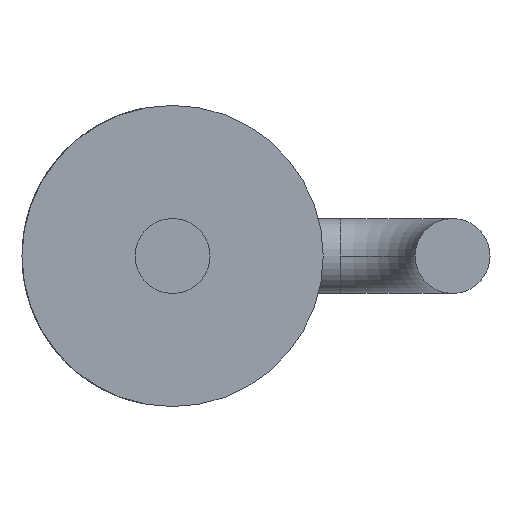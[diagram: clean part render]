
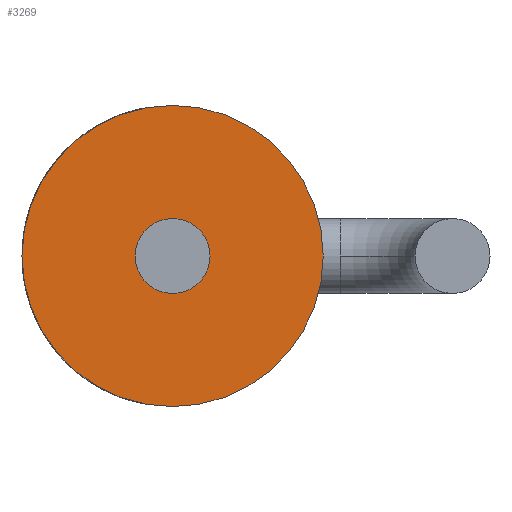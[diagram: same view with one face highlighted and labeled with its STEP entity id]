
A CAD part, front view. The second image highlights one B-rep face of the part: STEP entity #3269.
In plain terms, the highlighted planar face has unit normal (0, -1, 0).
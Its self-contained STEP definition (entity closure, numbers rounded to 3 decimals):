
#117 = ORIENTED_EDGE ( 'NONE', *, *, #1891, .F. ) ;
#125 = CIRCLE ( 'NONE', #411, 0.51 ) ;
#235 = CARTESIAN_POINT ( 'NONE',  ( -0.51, 1., 0. ) ) ;
#320 = DIRECTION ( 'NONE',  ( 0., 1., 0. ) ) ;
#411 = AXIS2_PLACEMENT_3D ( 'NONE', #2932, #792, #3961 ) ;
#522 = ORIENTED_EDGE ( 'NONE', *, *, #1751, .F. ) ;
#544 = VERTEX_POINT ( 'NONE', #1636 ) ;
#568 = CARTESIAN_POINT ( 'NONE',  ( 0., 1., 0. ) ) ;
#609 = DIRECTION ( 'NONE',  ( 0., 0., 1. ) ) ;
#675 = CARTESIAN_POINT ( 'NONE',  ( 0., 1., 0. ) ) ;
#792 = DIRECTION ( 'NONE',  ( 0., -1., 0. ) ) ;
#868 = CARTESIAN_POINT ( 'NONE',  ( 0., 1., 2.05 ) ) ;
#956 = CARTESIAN_POINT ( 'NONE',  ( 0., 1., 0. ) ) ;
#1018 = CIRCLE ( 'NONE', #1610, 2.05 ) ;
#1304 = VERTEX_POINT ( 'NONE', #868 ) ;
#1337 = ORIENTED_EDGE ( 'NONE', *, *, #1805, .F. ) ;
#1395 = AXIS2_PLACEMENT_3D ( 'NONE', #956, #4103, #3015 ) ;
#1610 = AXIS2_PLACEMENT_3D ( 'NONE', #2314, #320, #609 ) ;
#1636 = CARTESIAN_POINT ( 'NONE',  ( 0., 1., -2.05 ) ) ;
#1751 = EDGE_CURVE ( 'NONE', #3353, #3390, #1825, .T. ) ;
#1805 = EDGE_CURVE ( 'NONE', #1304, #544, #2183, .T. ) ;
#1825 = CIRCLE ( 'NONE', #4314, 0.51 ) ;
#1891 = EDGE_CURVE ( 'NONE', #544, #1304, #1018, .T. ) ;
#2183 = CIRCLE ( 'NONE', #1395, 2.05 ) ;
#2187 = EDGE_LOOP ( 'NONE', ( #117, #1337 ) ) ;
#2314 = CARTESIAN_POINT ( 'NONE',  ( 0., 1., 0. ) ) ;
#2355 = DIRECTION ( 'NONE',  ( 0., 0., 1. ) ) ;
#2399 = DIRECTION ( 'NONE',  ( 0., -1., 0. ) ) ;
#2642 = FACE_OUTER_BOUND ( 'NONE', #2187, .T. ) ;
#2932 = CARTESIAN_POINT ( 'NONE',  ( 0., 1., 0. ) ) ;
#2975 = EDGE_CURVE ( 'NONE', #3390, #3353, #125, .T. ) ;
#3015 = DIRECTION ( 'NONE',  ( 0., 0., 1. ) ) ;
#3153 = ORIENTED_EDGE ( 'NONE', *, *, #2975, .F. ) ;
#3269 = ADVANCED_FACE ( 'NONE', ( #4017, #2642 ), #3355, .F. ) ;
#3353 = VERTEX_POINT ( 'NONE', #3714 ) ;
#3355 = PLANE ( 'NONE',  #3923 ) ;
#3390 = VERTEX_POINT ( 'NONE', #235 ) ;
#3406 = DIRECTION ( 'NONE',  ( 0., 0., 1. ) ) ;
#3618 = EDGE_LOOP ( 'NONE', ( #522, #3153 ) ) ;
#3714 = CARTESIAN_POINT ( 'NONE',  ( 0.51, 1., 0. ) ) ;
#3923 = AXIS2_PLACEMENT_3D ( 'NONE', #568, #4302, #2355 ) ;
#3961 = DIRECTION ( 'NONE',  ( 0., 0., 1. ) ) ;
#4017 = FACE_BOUND ( 'NONE', #3618, .T. ) ;
#4103 = DIRECTION ( 'NONE',  ( 0., 1., 0. ) ) ;
#4302 = DIRECTION ( 'NONE',  ( 0., 1., 0. ) ) ;
#4314 = AXIS2_PLACEMENT_3D ( 'NONE', #675, #2399, #3406 ) ;
